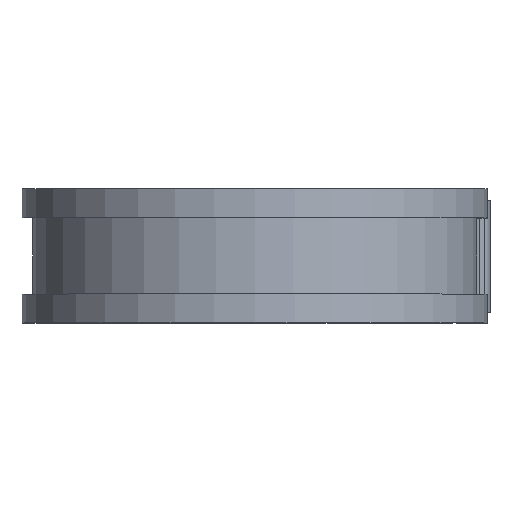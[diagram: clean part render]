
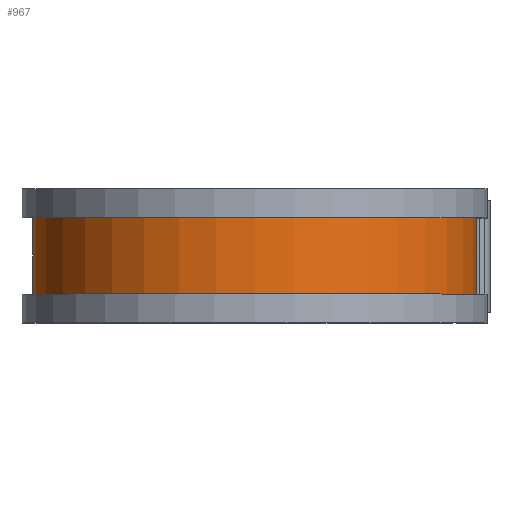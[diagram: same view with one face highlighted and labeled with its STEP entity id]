
A CAD part, top view. The second image highlights one B-rep face of the part: STEP entity #967.
In plain terms, the highlighted cylindrical face has radius 31.318 mm (diameter 62.636 mm), a partial arc.
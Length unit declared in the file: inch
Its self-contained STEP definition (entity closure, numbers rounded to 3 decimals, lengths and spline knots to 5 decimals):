
#1 = CARTESIAN_POINT ( 'NONE',  ( 1.233, 0.2125, 0. ) ) ;
#128 = LINE ( 'NONE', #381, #502 ) ;
#146 = VERTEX_POINT ( 'NONE', #1645 ) ;
#163 = ORIENTED_EDGE ( 'NONE', *, *, #1079, .T. ) ;
#174 = AXIS2_PLACEMENT_3D ( 'NONE', #762, #791, #748 ) ;
#237 = CARTESIAN_POINT ( 'NONE',  ( 0., -0.2125, -1.233 ) ) ;
#310 = EDGE_LOOP ( 'NONE', ( #1181, #317, #163, #316 ) ) ;
#316 = ORIENTED_EDGE ( 'NONE', *, *, #409, .F. ) ;
#317 = ORIENTED_EDGE ( 'NONE', *, *, #1570, .T. ) ;
#337 = VERTEX_POINT ( 'NONE', #501 ) ;
#381 = CARTESIAN_POINT ( 'NONE',  ( 0., 0.3125, -1.233 ) ) ;
#390 = DIRECTION ( 'NONE',  ( 0., -1., 0. ) ) ;
#409 = EDGE_CURVE ( 'NONE', #337, #1056, #1257, .T. ) ;
#456 = CARTESIAN_POINT ( 'NONE',  ( 0., 0.2125, 0. ) ) ;
#493 = VERTEX_POINT ( 'NONE', #1 ) ;
#501 = CARTESIAN_POINT ( 'NONE',  ( 1.233, -0.2125, 0. ) ) ;
#502 = VECTOR ( 'NONE', #390, 39.37008 ) ;
#575 = DIRECTION ( 'NONE',  ( 0., 0., -1. ) ) ;
#589 = DIRECTION ( 'NONE',  ( 0., -1., 0. ) ) ;
#594 = CARTESIAN_POINT ( 'NONE',  ( 1.233, 0.3125, 0. ) ) ;
#685 = AXIS2_PLACEMENT_3D ( 'NONE', #983, #978, #974 ) ;
#748 = DIRECTION ( 'NONE',  ( 0., 0., -1. ) ) ;
#762 = CARTESIAN_POINT ( 'NONE',  ( 0., 0.3125, 0. ) ) ;
#791 = DIRECTION ( 'NONE',  ( 0., -1., 0. ) ) ;
#967 = ADVANCED_FACE ( 'NONE', ( #1338 ), #1005, .T. ) ;
#974 = DIRECTION ( 'NONE',  ( 0., 0., -1. ) ) ;
#978 = DIRECTION ( 'NONE',  ( 0., -1., 0. ) ) ;
#981 = EDGE_CURVE ( 'NONE', #493, #337, #1674, .T. ) ;
#983 = CARTESIAN_POINT ( 'NONE',  ( 0., -0.2125, 0. ) ) ;
#1005 = CYLINDRICAL_SURFACE ( 'NONE', #174, 1.233 ) ;
#1056 = VERTEX_POINT ( 'NONE', #237 ) ;
#1057 = VECTOR ( 'NONE', #589, 39.37008 ) ;
#1079 = EDGE_CURVE ( 'NONE', #146, #1056, #128, .T. ) ;
#1181 = ORIENTED_EDGE ( 'NONE', *, *, #981, .F. ) ;
#1257 = CIRCLE ( 'NONE', #685, 1.233 ) ;
#1338 = FACE_OUTER_BOUND ( 'NONE', #310, .T. ) ;
#1371 = CIRCLE ( 'NONE', #1638, 1.233 ) ;
#1374 = DIRECTION ( 'NONE',  ( 0., -1., 0. ) ) ;
#1570 = EDGE_CURVE ( 'NONE', #493, #146, #1371, .T. ) ;
#1638 = AXIS2_PLACEMENT_3D ( 'NONE', #456, #1374, #575 ) ;
#1645 = CARTESIAN_POINT ( 'NONE',  ( 0., 0.2125, -1.233 ) ) ;
#1674 = LINE ( 'NONE', #594, #1057 ) ;
